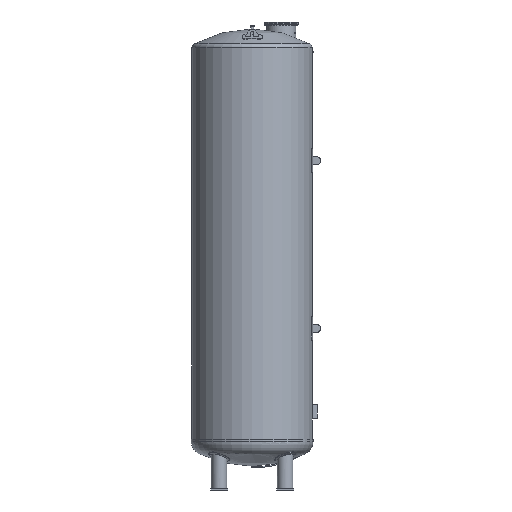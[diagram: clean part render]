
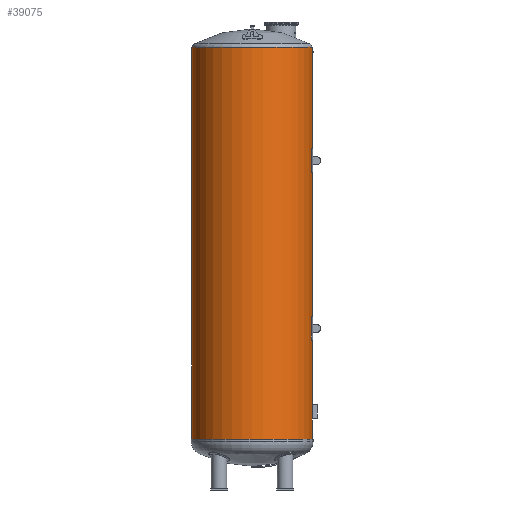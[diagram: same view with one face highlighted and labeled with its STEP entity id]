
A CAD part, left-side view. The second image highlights one B-rep face of the part: STEP entity #39075.
In plain terms, the highlighted cylindrical face has radius 1258 mm (diameter 2516 mm), a full revolution.
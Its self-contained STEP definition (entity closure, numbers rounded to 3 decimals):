
#4281=CARTESIAN_POINT('',(12.5,-1257.938,2260.0));
#4282=VERTEX_POINT('',#4281);
#4283=CARTESIAN_POINT('',(-12.5,-1257.938,2260.0));
#4284=VERTEX_POINT('',#4283);
#4285=CARTESIAN_POINT('',(0.,0.,2260.));
#4286=DIRECTION('',(0.0,0.0,-1.0));
#4287=DIRECTION('',(1.0,0.0,0.0));
#4288=AXIS2_PLACEMENT_3D('',#4285,#4286,#4287);
#4289=CIRCLE('',#4288,1258.0);
#4290=EDGE_CURVE('',#4282,#4284,#4289,.T.);
#4322=CARTESIAN_POINT('',(12.5,-1257.938,2420.0));
#4323=VERTEX_POINT('',#4322);
#4324=CARTESIAN_POINT('',(12.5,-1257.938,2420.0));
#4325=DIRECTION('',(0.0,0.0,-1.0));
#4326=VECTOR('',#4325,160.0);
#4327=LINE('',#4324,#4326);
#4328=EDGE_CURVE('',#4323,#4282,#4327,.T.);
#4354=CARTESIAN_POINT('',(-12.5,-1257.938,2420.0));
#4355=VERTEX_POINT('',#4354);
#4356=CARTESIAN_POINT('',(-12.5,-1257.938,2260.0));
#4357=DIRECTION('',(0.0,0.0,1.0));
#4358=VECTOR('',#4357,160.0);
#4359=LINE('',#4356,#4358);
#4360=EDGE_CURVE('',#4284,#4355,#4359,.T.);
#4403=CARTESIAN_POINT('',(0.,0.,2420.));
#4404=DIRECTION('',(0.0,0.0,1.0));
#4405=DIRECTION('',(1.0,0.0,0.0));
#4406=AXIS2_PLACEMENT_3D('',#4403,#4404,#4405);
#4407=CIRCLE('',#4406,1258.0);
#4408=EDGE_CURVE('',#4355,#4323,#4407,.T.);
#4421=CARTESIAN_POINT('',(12.5,-1257.938,5760.0));
#4422=VERTEX_POINT('',#4421);
#4423=CARTESIAN_POINT('',(-12.5,-1257.938,5760.0));
#4424=VERTEX_POINT('',#4423);
#4425=CARTESIAN_POINT('',(0.,0.,5760.));
#4426=DIRECTION('',(0.0,0.0,-1.0));
#4427=DIRECTION('',(1.0,0.0,0.0));
#4428=AXIS2_PLACEMENT_3D('',#4425,#4426,#4427);
#4429=CIRCLE('',#4428,1258.0);
#4430=EDGE_CURVE('',#4422,#4424,#4429,.T.);
#4462=CARTESIAN_POINT('',(12.5,-1257.938,5920.0));
#4463=VERTEX_POINT('',#4462);
#4464=CARTESIAN_POINT('',(12.5,-1257.938,5920.0));
#4465=DIRECTION('',(0.0,0.0,-1.0));
#4466=VECTOR('',#4465,160.0);
#4467=LINE('',#4464,#4466);
#4468=EDGE_CURVE('',#4463,#4422,#4467,.T.);
#4494=CARTESIAN_POINT('',(-12.5,-1257.938,5920.0));
#4495=VERTEX_POINT('',#4494);
#4496=CARTESIAN_POINT('',(-12.5,-1257.938,5760.0));
#4497=DIRECTION('',(0.0,0.0,1.0));
#4498=VECTOR('',#4497,160.0);
#4499=LINE('',#4496,#4498);
#4500=EDGE_CURVE('',#4424,#4495,#4499,.T.);
#4543=CARTESIAN_POINT('',(0.,0.,5920.));
#4544=DIRECTION('',(0.0,0.0,1.0));
#4545=DIRECTION('',(1.0,0.0,0.0));
#4546=AXIS2_PLACEMENT_3D('',#4543,#4544,#4545);
#4547=CIRCLE('',#4546,1258.0);
#4548=EDGE_CURVE('',#4495,#4463,#4547,.T.);
#6221=CARTESIAN_POINT('',(306.477,-1220.097,8086.583));
#6222=VERTEX_POINT('',#6221);
#6223=CARTESIAN_POINT('',(306.477,-1220.097,8086.583));
#6224=CARTESIAN_POINT('',(306.477,-1220.097,8088.234));
#6225=CARTESIAN_POINT('',(306.597,-1220.067,8089.953));
#6226=CARTESIAN_POINT('',(307.112,-1219.937,8093.402));
#6227=CARTESIAN_POINT('',(307.507,-1219.838,8095.132));
#6228=CARTESIAN_POINT('',(309.112,-1219.432,8100.163));
#6229=CARTESIAN_POINT('',(310.755,-1219.016,8103.303));
#6230=CARTESIAN_POINT('',(313.588,-1218.289,8106.763));
#6231=CARTESIAN_POINT('',(314.461,-1218.064,8107.673));
#6232=CARTESIAN_POINT('',(316.381,-1217.566,8109.317));
#6233=CARTESIAN_POINT('',(317.43,-1217.294,8110.051));
#6234=CARTESIAN_POINT('',(319.645,-1216.714,8111.251));
#6235=CARTESIAN_POINT('',(320.815,-1216.406,8111.719));
#6236=CARTESIAN_POINT('',(323.196,-1215.775,8112.341));
#6237=CARTESIAN_POINT('',(324.408,-1215.453,8112.495));
#6238=CARTESIAN_POINT('',(326.781,-1214.817,8112.495));
#6239=CARTESIAN_POINT('',(327.992,-1214.49,8112.341));
#6240=CARTESIAN_POINT('',(330.369,-1213.846,8111.719));
#6241=CARTESIAN_POINT('',(331.536,-1213.528,8111.251));
#6242=CARTESIAN_POINT('',(333.744,-1212.922,8110.051));
#6243=CARTESIAN_POINT('',(334.789,-1212.634,8109.317));
#6244=CARTESIAN_POINT('',(336.701,-1212.105,8107.673));
#6245=CARTESIAN_POINT('',(337.569,-1211.863,8106.763));
#6246=CARTESIAN_POINT('',(340.387,-1211.076,8103.303));
#6247=CARTESIAN_POINT('',(342.018,-1210.615,8100.163));
#6248=CARTESIAN_POINT('',(343.61,-1210.164,8095.132));
#6249=CARTESIAN_POINT('',(344.002,-1210.052,8093.402));
#6250=CARTESIAN_POINT('',(344.513,-1209.907,8089.953));
#6251=CARTESIAN_POINT('',(344.631,-1209.873,8088.234));
#6252=CARTESIAN_POINT('',(344.631,-1209.873,8083.5));
#6253=CARTESIAN_POINT('',(344.203,-1209.996,8080.161));
#6254=CARTESIAN_POINT('',(342.796,-1210.395,8075.42));
#6255=CARTESIAN_POINT('',(342.202,-1210.563,8073.882));
#6256=CARTESIAN_POINT('',(340.79,-1210.961,8070.991));
#6257=CARTESIAN_POINT('',(339.971,-1211.192,8069.638));
#6258=CARTESIAN_POINT('',(338.285,-1211.663,8067.369));
#6259=CARTESIAN_POINT('',(337.389,-1211.913,8066.35));
#6260=CARTESIAN_POINT('',(335.396,-1212.466,8064.508));
#6261=CARTESIAN_POINT('',(334.297,-1212.77,8063.685));
#6262=CARTESIAN_POINT('',(331.96,-1213.412,8062.336));
#6263=CARTESIAN_POINT('',(330.718,-1213.751,8061.808));
#6264=CARTESIAN_POINT('',(328.174,-1214.441,8061.106));
#6265=CARTESIAN_POINT('',(326.873,-1214.792,8060.931));
#6266=CARTESIAN_POINT('',(324.316,-1215.477,8060.931));
#6267=CARTESIAN_POINT('',(323.013,-1215.824,8061.106));
#6268=CARTESIAN_POINT('',(320.466,-1216.498,8061.808));
#6269=CARTESIAN_POINT('',(319.22,-1216.825,8062.336));
#6270=CARTESIAN_POINT('',(316.875,-1217.438,8063.685));
#6271=CARTESIAN_POINT('',(315.772,-1217.725,8064.508));
#6272=CARTESIAN_POINT('',(313.769,-1218.242,8066.35));
#6273=CARTESIAN_POINT('',(312.868,-1218.474,8067.369));
#6274=CARTESIAN_POINT('',(311.173,-1218.908,8069.638));
#6275=CARTESIAN_POINT('',(310.348,-1219.118,8070.991));
#6276=CARTESIAN_POINT('',(308.925,-1219.479,8073.882));
#6277=CARTESIAN_POINT('',(308.328,-1219.63,8075.42));
#6278=CARTESIAN_POINT('',(306.909,-1219.988,8080.161));
#6279=CARTESIAN_POINT('',(306.477,-1220.097,8083.5));
#6280=CARTESIAN_POINT('',(306.477,-1220.097,8086.583));
#6281=B_SPLINE_CURVE_WITH_KNOTS('',3,(#6223,#6224,#6225,#6226,#6227,#6228,#6229,#6230,#6231,#6232,#6233,#6234,#6235,#6236,#6237,#6238,#6239,#6240,#6241,#6242,#6243,#6244,#6245,#6246,#6247,#6248,#6249,#6250,#6251,#6252,#6253,#6254,#6255,#6256,#6257,#6258,#6259,#6260,#6261,#6262,#6263,#6264,#6265,#6266,#6267,#6268,#6269,#6270,#6271,#6272,#6273,#6274,#6275,#6276,#6277,#6278,#6279,#6280),.UNSPECIFIED.,.T.,.U.,(4,2,2,2,2,2,2,2,2,2,2,2,2,2,2,2,2,2,2,2,2,2,2,2,2,2,2,2,4),(0.0,0.495,0.991,1.982,2.35,2.719,3.087,3.456,3.824,4.192,4.561,4.929,5.92,6.416,6.911,7.836,8.298,8.761,9.158,9.555,9.952,10.349,10.747,11.144,11.541,11.938,12.401,12.863,13.788),.UNSPECIFIED.);
#6282=EDGE_CURVE('',#6222,#6222,#6281,.T.);
#38959=CARTESIAN_POINT('',(-1258.0,0.,28.607));
#38960=VERTEX_POINT('',#38959);
#38961=CARTESIAN_POINT('',(0.,0.,28.607));
#38962=DIRECTION('',(0.0,0.0,-1.0));
#38963=DIRECTION('',(1.0,0.0,0.0));
#38964=AXIS2_PLACEMENT_3D('',#38961,#38962,#38963);
#38965=CIRCLE('',#38964,1258.0);
#38966=EDGE_CURVE('',#38960,#38960,#38965,.T.);
#39009=CARTESIAN_POINT('',(-1258.,0.,8208.607));
#39010=VERTEX_POINT('',#39009);
#39011=CARTESIAN_POINT('',(0.,0.,8208.607));
#39012=DIRECTION('',(0.0,0.0,-1.0));
#39013=DIRECTION('',(1.0,0.0,0.0));
#39014=AXIS2_PLACEMENT_3D('',#39011,#39012,#39013);
#39015=CIRCLE('',#39014,1258.0);
#39016=EDGE_CURVE('',#39010,#39010,#39015,.T.);
#39049=CARTESIAN_POINT('',(0.,0.,28.607));
#39050=DIRECTION('',(0.,0.,1.0));
#39051=DIRECTION('',(1.0,0.0,0.0));
#39052=AXIS2_PLACEMENT_3D('',#39049,#39050,#39051);
#39053=CYLINDRICAL_SURFACE('',#39052,1258.0);
#39054=ORIENTED_EDGE('',*,*,#38966,.F.);
#39055=EDGE_LOOP('',(#39054));
#39056=FACE_OUTER_BOUND('',#39055,.T.);
#39057=ORIENTED_EDGE('',*,*,#4328,.T.);
#39058=ORIENTED_EDGE('',*,*,#4290,.T.);
#39059=ORIENTED_EDGE('',*,*,#4360,.T.);
#39060=ORIENTED_EDGE('',*,*,#4408,.T.);
#39061=EDGE_LOOP('',(#39057,#39058,#39059,#39060));
#39062=FACE_BOUND('',#39061,.T.);
#39063=ORIENTED_EDGE('',*,*,#4468,.T.);
#39064=ORIENTED_EDGE('',*,*,#4430,.T.);
#39065=ORIENTED_EDGE('',*,*,#4500,.T.);
#39066=ORIENTED_EDGE('',*,*,#4548,.T.);
#39067=EDGE_LOOP('',(#39063,#39064,#39065,#39066));
#39068=FACE_BOUND('',#39067,.T.);
#39069=ORIENTED_EDGE('',*,*,#6282,.T.);
#39070=EDGE_LOOP('',(#39069));
#39071=FACE_BOUND('',#39070,.T.);
#39072=ORIENTED_EDGE('',*,*,#39016,.T.);
#39073=EDGE_LOOP('',(#39072));
#39074=FACE_BOUND('',#39073,.T.);
#39075=ADVANCED_FACE('',(#39056,#39062,#39068,#39071,#39074),#39053,.T.);
